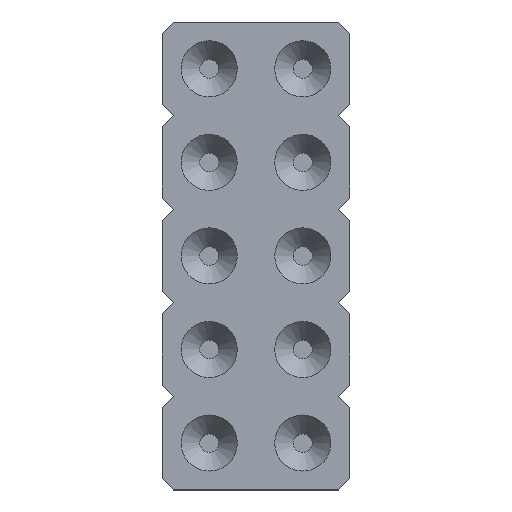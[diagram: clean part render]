
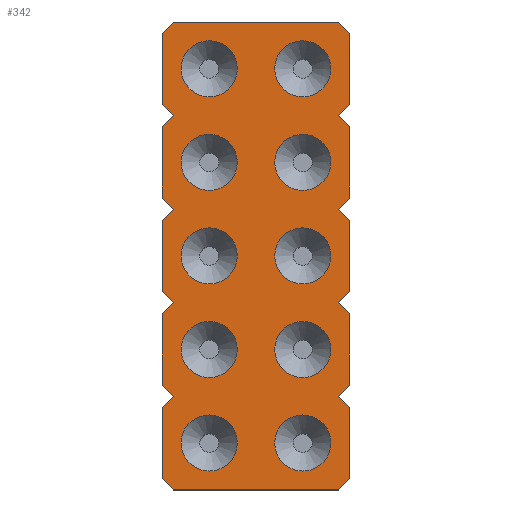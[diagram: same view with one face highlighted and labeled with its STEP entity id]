
A CAD part, top view. The second image highlights one B-rep face of the part: STEP entity #342.
In plain terms, the highlighted planar face has unit normal (0, 0, 1).
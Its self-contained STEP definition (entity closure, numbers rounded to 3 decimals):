
#13=DIRECTION('',(0.,0.,1.));
#24=VERTEX_POINT('',#25);
#25=CARTESIAN_POINT('',(-0.97,-11.43,4.2));
#28=ORIENTED_EDGE('',*,*,#29,.T.);
#29=EDGE_CURVE('',#24,#30,#32,.T.);
#30=VERTEX_POINT('',#31);
#31=CARTESIAN_POINT('',(-1.27,-11.13,4.2));
#32=LINE('',#25,#33);
#33=VECTOR('',#34,1.);
#34=DIRECTION('',(-0.707,0.707,0.));
#45=DIRECTION('',(-0.707,-0.707,0.));
#53=VERTEX_POINT('',#54);
#54=CARTESIAN_POINT('',(3.51,-11.43,4.2));
#56=ORIENTED_EDGE('',*,*,#57,.T.);
#57=EDGE_CURVE('',#53,#24,#58,.T.);
#58=LINE('',#54,#59);
#59=VECTOR('',#60,1.);
#60=DIRECTION('',(-1.,0.,0.));
#72=ORIENTED_EDGE('',*,*,#73,.T.);
#73=EDGE_CURVE('',#30,#74,#76,.T.);
#74=VERTEX_POINT('',#75);
#75=CARTESIAN_POINT('',(-1.27,-9.19,4.2));
#76=LINE('',#31,#77);
#77=VECTOR('',#78,1.);
#78=DIRECTION('',(0.,1.,0.));
#89=DIRECTION('',(-1.,0.,0.));
#100=VECTOR('',#101,1.);
#101=DIRECTION('',(0.707,0.707,0.));
#167=VECTOR('',#168,1.);
#168=DIRECTION('',(1.,0.,0.));
#174=VECTOR('',#175,1.);
#175=DIRECTION('',(0.707,-0.707,0.));
#181=VECTOR('',#182,1.);
#182=DIRECTION('',(0.,-1.,0.));
#188=VECTOR('',#45,1.);
#341=DIRECTION('',(-0.,-0.,-1.));
#342=ADVANCED_FACE('',(#343,#488,#501,#514,#527,#540,#553,#566,#579,#592,#605),#618,.F.);
#343=FACE_BOUND('',#344,.F.);
#344=EDGE_LOOP('',(#28,#72,#345,#350,#355,#360,#365,#370,#375,#380,#385,#390,#395,#400,#405,#410,#415,#420,#425,#430,#435,#440,#445,#450,#455,#460,#465,#470,#475,#480,#485,#56));
#345=ORIENTED_EDGE('',*,*,#346,.T.);
#346=EDGE_CURVE('',#74,#347,#349,.T.);
#347=VERTEX_POINT('',#348);
#348=CARTESIAN_POINT('',(-0.97,-8.89,4.2));
#349=LINE('',#75,#100);
#350=ORIENTED_EDGE('',*,*,#351,.T.);
#351=EDGE_CURVE('',#347,#352,#354,.T.);
#352=VERTEX_POINT('',#353);
#353=CARTESIAN_POINT('',(-1.27,-8.59,4.2));
#354=LINE('',#348,#33);
#355=ORIENTED_EDGE('',*,*,#356,.T.);
#356=EDGE_CURVE('',#352,#357,#359,.T.);
#357=VERTEX_POINT('',#358);
#358=CARTESIAN_POINT('',(-1.27,-6.65,4.2));
#359=LINE('',#353,#77);
#360=ORIENTED_EDGE('',*,*,#361,.T.);
#361=EDGE_CURVE('',#357,#362,#364,.T.);
#362=VERTEX_POINT('',#363);
#363=CARTESIAN_POINT('',(-0.97,-6.35,4.2));
#364=LINE('',#358,#100);
#365=ORIENTED_EDGE('',*,*,#366,.T.);
#366=EDGE_CURVE('',#362,#367,#369,.T.);
#367=VERTEX_POINT('',#368);
#368=CARTESIAN_POINT('',(-1.27,-6.05,4.2));
#369=LINE('',#363,#33);
#370=ORIENTED_EDGE('',*,*,#371,.T.);
#371=EDGE_CURVE('',#367,#372,#374,.T.);
#372=VERTEX_POINT('',#373);
#373=CARTESIAN_POINT('',(-1.27,-4.11,4.2));
#374=LINE('',#368,#77);
#375=ORIENTED_EDGE('',*,*,#376,.T.);
#376=EDGE_CURVE('',#372,#377,#379,.T.);
#377=VERTEX_POINT('',#378);
#378=CARTESIAN_POINT('',(-0.97,-3.81,4.2));
#379=LINE('',#373,#100);
#380=ORIENTED_EDGE('',*,*,#381,.T.);
#381=EDGE_CURVE('',#377,#382,#384,.T.);
#382=VERTEX_POINT('',#383);
#383=CARTESIAN_POINT('',(-1.27,-3.51,4.2));
#384=LINE('',#378,#33);
#385=ORIENTED_EDGE('',*,*,#386,.T.);
#386=EDGE_CURVE('',#382,#387,#389,.T.);
#387=VERTEX_POINT('',#388);
#388=CARTESIAN_POINT('',(-1.27,-1.57,4.2));
#389=LINE('',#383,#77);
#390=ORIENTED_EDGE('',*,*,#391,.T.);
#391=EDGE_CURVE('',#387,#392,#394,.T.);
#392=VERTEX_POINT('',#393);
#393=CARTESIAN_POINT('',(-0.97,-1.27,4.2));
#394=LINE('',#388,#100);
#395=ORIENTED_EDGE('',*,*,#396,.T.);
#396=EDGE_CURVE('',#392,#397,#399,.T.);
#397=VERTEX_POINT('',#398);
#398=CARTESIAN_POINT('',(-1.27,-0.97,4.2));
#399=LINE('',#393,#33);
#400=ORIENTED_EDGE('',*,*,#401,.T.);
#401=EDGE_CURVE('',#397,#402,#404,.T.);
#402=VERTEX_POINT('',#403);
#403=CARTESIAN_POINT('',(-1.27,0.97,4.2));
#404=LINE('',#398,#77);
#405=ORIENTED_EDGE('',*,*,#406,.T.);
#406=EDGE_CURVE('',#402,#407,#409,.T.);
#407=VERTEX_POINT('',#408);
#408=CARTESIAN_POINT('',(-0.97,1.27,4.2));
#409=LINE('',#403,#100);
#410=ORIENTED_EDGE('',*,*,#411,.T.);
#411=EDGE_CURVE('',#407,#412,#414,.T.);
#412=VERTEX_POINT('',#413);
#413=CARTESIAN_POINT('',(3.51,1.27,4.2));
#414=LINE('',#408,#167);
#415=ORIENTED_EDGE('',*,*,#416,.T.);
#416=EDGE_CURVE('',#412,#417,#419,.T.);
#417=VERTEX_POINT('',#418);
#418=CARTESIAN_POINT('',(3.81,0.97,4.2));
#419=LINE('',#413,#174);
#420=ORIENTED_EDGE('',*,*,#421,.T.);
#421=EDGE_CURVE('',#417,#422,#424,.T.);
#422=VERTEX_POINT('',#423);
#423=CARTESIAN_POINT('',(3.81,-0.97,4.2));
#424=LINE('',#418,#181);
#425=ORIENTED_EDGE('',*,*,#426,.T.);
#426=EDGE_CURVE('',#422,#427,#429,.T.);
#427=VERTEX_POINT('',#428);
#428=CARTESIAN_POINT('',(3.51,-1.27,4.2));
#429=LINE('',#423,#188);
#430=ORIENTED_EDGE('',*,*,#431,.T.);
#431=EDGE_CURVE('',#427,#432,#434,.T.);
#432=VERTEX_POINT('',#433);
#433=CARTESIAN_POINT('',(3.81,-1.57,4.2));
#434=LINE('',#428,#174);
#435=ORIENTED_EDGE('',*,*,#436,.T.);
#436=EDGE_CURVE('',#432,#437,#439,.T.);
#437=VERTEX_POINT('',#438);
#438=CARTESIAN_POINT('',(3.81,-3.51,4.2));
#439=LINE('',#433,#181);
#440=ORIENTED_EDGE('',*,*,#441,.T.);
#441=EDGE_CURVE('',#437,#442,#444,.T.);
#442=VERTEX_POINT('',#443);
#443=CARTESIAN_POINT('',(3.51,-3.81,4.2));
#444=LINE('',#438,#188);
#445=ORIENTED_EDGE('',*,*,#446,.T.);
#446=EDGE_CURVE('',#442,#447,#449,.T.);
#447=VERTEX_POINT('',#448);
#448=CARTESIAN_POINT('',(3.81,-4.11,4.2));
#449=LINE('',#443,#174);
#450=ORIENTED_EDGE('',*,*,#451,.T.);
#451=EDGE_CURVE('',#447,#452,#454,.T.);
#452=VERTEX_POINT('',#453);
#453=CARTESIAN_POINT('',(3.81,-6.05,4.2));
#454=LINE('',#448,#181);
#455=ORIENTED_EDGE('',*,*,#456,.T.);
#456=EDGE_CURVE('',#452,#457,#459,.T.);
#457=VERTEX_POINT('',#458);
#458=CARTESIAN_POINT('',(3.51,-6.35,4.2));
#459=LINE('',#453,#188);
#460=ORIENTED_EDGE('',*,*,#461,.T.);
#461=EDGE_CURVE('',#457,#462,#464,.T.);
#462=VERTEX_POINT('',#463);
#463=CARTESIAN_POINT('',(3.81,-6.65,4.2));
#464=LINE('',#458,#174);
#465=ORIENTED_EDGE('',*,*,#466,.T.);
#466=EDGE_CURVE('',#462,#467,#469,.T.);
#467=VERTEX_POINT('',#468);
#468=CARTESIAN_POINT('',(3.81,-8.59,4.2));
#469=LINE('',#463,#181);
#470=ORIENTED_EDGE('',*,*,#471,.T.);
#471=EDGE_CURVE('',#467,#472,#474,.T.);
#472=VERTEX_POINT('',#473);
#473=CARTESIAN_POINT('',(3.51,-8.89,4.2));
#474=LINE('',#468,#188);
#475=ORIENTED_EDGE('',*,*,#476,.T.);
#476=EDGE_CURVE('',#472,#477,#479,.T.);
#477=VERTEX_POINT('',#478);
#478=CARTESIAN_POINT('',(3.81,-9.19,4.2));
#479=LINE('',#473,#174);
#480=ORIENTED_EDGE('',*,*,#481,.T.);
#481=EDGE_CURVE('',#477,#482,#484,.T.);
#482=VERTEX_POINT('',#483);
#483=CARTESIAN_POINT('',(3.81,-11.13,4.2));
#484=LINE('',#478,#181);
#485=ORIENTED_EDGE('',*,*,#486,.T.);
#486=EDGE_CURVE('',#482,#53,#487,.T.);
#487=LINE('',#483,#188);
#488=FACE_BOUND('',#489,.F.);
#489=EDGE_LOOP('',(#490,#499));
#490=ORIENTED_EDGE('',*,*,#491,.T.);
#491=EDGE_CURVE('',#492,#494,#496,.T.);
#492=VERTEX_POINT('',#493);
#493=CARTESIAN_POINT('',(3.302,-10.16,4.2));
#494=VERTEX_POINT('',#495);
#495=CARTESIAN_POINT('',(1.778,-10.16,4.2));
#496=CIRCLE('',#497,0.762);
#497=AXIS2_PLACEMENT_3D('',#498,#13,#168);
#498=CARTESIAN_POINT('',(2.54,-10.16,4.2));
#499=ORIENTED_EDGE('',*,*,#500,.T.);
#500=EDGE_CURVE('',#494,#492,#496,.T.);
#501=FACE_BOUND('',#502,.F.);
#502=EDGE_LOOP('',(#503,#512));
#503=ORIENTED_EDGE('',*,*,#504,.T.);
#504=EDGE_CURVE('',#505,#507,#509,.T.);
#505=VERTEX_POINT('',#506);
#506=CARTESIAN_POINT('',(3.302,-7.62,4.2));
#507=VERTEX_POINT('',#508);
#508=CARTESIAN_POINT('',(1.778,-7.62,4.2));
#509=CIRCLE('',#510,0.762);
#510=AXIS2_PLACEMENT_3D('',#511,#13,#168);
#511=CARTESIAN_POINT('',(2.54,-7.62,4.2));
#512=ORIENTED_EDGE('',*,*,#513,.T.);
#513=EDGE_CURVE('',#507,#505,#509,.T.);
#514=FACE_BOUND('',#515,.F.);
#515=EDGE_LOOP('',(#516,#525));
#516=ORIENTED_EDGE('',*,*,#517,.T.);
#517=EDGE_CURVE('',#518,#520,#522,.T.);
#518=VERTEX_POINT('',#519);
#519=CARTESIAN_POINT('',(0.762,-10.16,4.2));
#520=VERTEX_POINT('',#521);
#521=CARTESIAN_POINT('',(-0.762,-10.16,4.2));
#522=CIRCLE('',#523,0.762);
#523=AXIS2_PLACEMENT_3D('',#524,#13,#168);
#524=CARTESIAN_POINT('',(0.,-10.16,4.2));
#525=ORIENTED_EDGE('',*,*,#526,.T.);
#526=EDGE_CURVE('',#520,#518,#522,.T.);
#527=FACE_BOUND('',#528,.F.);
#528=EDGE_LOOP('',(#529,#538));
#529=ORIENTED_EDGE('',*,*,#530,.T.);
#530=EDGE_CURVE('',#531,#533,#535,.T.);
#531=VERTEX_POINT('',#532);
#532=CARTESIAN_POINT('',(0.762,-7.62,4.2));
#533=VERTEX_POINT('',#534);
#534=CARTESIAN_POINT('',(-0.762,-7.62,4.2));
#535=CIRCLE('',#536,0.762);
#536=AXIS2_PLACEMENT_3D('',#537,#13,#168);
#537=CARTESIAN_POINT('',(0.,-7.62,4.2));
#538=ORIENTED_EDGE('',*,*,#539,.T.);
#539=EDGE_CURVE('',#533,#531,#535,.T.);
#540=FACE_BOUND('',#541,.F.);
#541=EDGE_LOOP('',(#542,#551));
#542=ORIENTED_EDGE('',*,*,#543,.T.);
#543=EDGE_CURVE('',#544,#546,#548,.T.);
#544=VERTEX_POINT('',#545);
#545=CARTESIAN_POINT('',(3.302,-5.08,4.2));
#546=VERTEX_POINT('',#547);
#547=CARTESIAN_POINT('',(1.778,-5.08,4.2));
#548=CIRCLE('',#549,0.762);
#549=AXIS2_PLACEMENT_3D('',#550,#13,#168);
#550=CARTESIAN_POINT('',(2.54,-5.08,4.2));
#551=ORIENTED_EDGE('',*,*,#552,.T.);
#552=EDGE_CURVE('',#546,#544,#548,.T.);
#553=FACE_BOUND('',#554,.F.);
#554=EDGE_LOOP('',(#555,#564));
#555=ORIENTED_EDGE('',*,*,#556,.T.);
#556=EDGE_CURVE('',#557,#559,#561,.T.);
#557=VERTEX_POINT('',#558);
#558=CARTESIAN_POINT('',(3.302,-2.54,4.2));
#559=VERTEX_POINT('',#560);
#560=CARTESIAN_POINT('',(1.778,-2.54,4.2));
#561=CIRCLE('',#562,0.762);
#562=AXIS2_PLACEMENT_3D('',#563,#13,#168);
#563=CARTESIAN_POINT('',(2.54,-2.54,4.2));
#564=ORIENTED_EDGE('',*,*,#565,.T.);
#565=EDGE_CURVE('',#559,#557,#561,.T.);
#566=FACE_BOUND('',#567,.F.);
#567=EDGE_LOOP('',(#568,#577));
#568=ORIENTED_EDGE('',*,*,#569,.T.);
#569=EDGE_CURVE('',#570,#572,#574,.T.);
#570=VERTEX_POINT('',#571);
#571=CARTESIAN_POINT('',(3.302,0.,4.2));
#572=VERTEX_POINT('',#573);
#573=CARTESIAN_POINT('',(1.778,0.,4.2));
#574=CIRCLE('',#575,0.762);
#575=AXIS2_PLACEMENT_3D('',#576,#13,#168);
#576=CARTESIAN_POINT('',(2.54,0.,4.2));
#577=ORIENTED_EDGE('',*,*,#578,.T.);
#578=EDGE_CURVE('',#572,#570,#574,.T.);
#579=FACE_BOUND('',#580,.F.);
#580=EDGE_LOOP('',(#581,#590));
#581=ORIENTED_EDGE('',*,*,#582,.T.);
#582=EDGE_CURVE('',#583,#585,#587,.T.);
#583=VERTEX_POINT('',#584);
#584=CARTESIAN_POINT('',(0.762,-5.08,4.2));
#585=VERTEX_POINT('',#586);
#586=CARTESIAN_POINT('',(-0.762,-5.08,4.2));
#587=CIRCLE('',#588,0.762);
#588=AXIS2_PLACEMENT_3D('',#589,#13,#168);
#589=CARTESIAN_POINT('',(0.,-5.08,4.2));
#590=ORIENTED_EDGE('',*,*,#591,.T.);
#591=EDGE_CURVE('',#585,#583,#587,.T.);
#592=FACE_BOUND('',#593,.F.);
#593=EDGE_LOOP('',(#594,#603));
#594=ORIENTED_EDGE('',*,*,#595,.T.);
#595=EDGE_CURVE('',#596,#598,#600,.T.);
#596=VERTEX_POINT('',#597);
#597=CARTESIAN_POINT('',(0.762,-2.54,4.2));
#598=VERTEX_POINT('',#599);
#599=CARTESIAN_POINT('',(-0.762,-2.54,4.2));
#600=CIRCLE('',#601,0.762);
#601=AXIS2_PLACEMENT_3D('',#602,#13,#168);
#602=CARTESIAN_POINT('',(0.,-2.54,4.2));
#603=ORIENTED_EDGE('',*,*,#604,.T.);
#604=EDGE_CURVE('',#598,#596,#600,.T.);
#605=FACE_BOUND('',#606,.F.);
#606=EDGE_LOOP('',(#607,#616));
#607=ORIENTED_EDGE('',*,*,#608,.T.);
#608=EDGE_CURVE('',#609,#611,#613,.T.);
#609=VERTEX_POINT('',#610);
#610=CARTESIAN_POINT('',(0.762,0.,4.2));
#611=VERTEX_POINT('',#612);
#612=CARTESIAN_POINT('',(-0.762,0.,4.2));
#613=CIRCLE('',#614,0.762);
#614=AXIS2_PLACEMENT_3D('',#615,#13,#168);
#615=CARTESIAN_POINT('',(0.,0.,4.2));
#616=ORIENTED_EDGE('',*,*,#617,.T.);
#617=EDGE_CURVE('',#611,#609,#613,.T.);
#618=PLANE('',#619);
#619=AXIS2_PLACEMENT_3D('',#620,#341,#89);
#620=CARTESIAN_POINT('',(1.27,-5.08,4.2));
